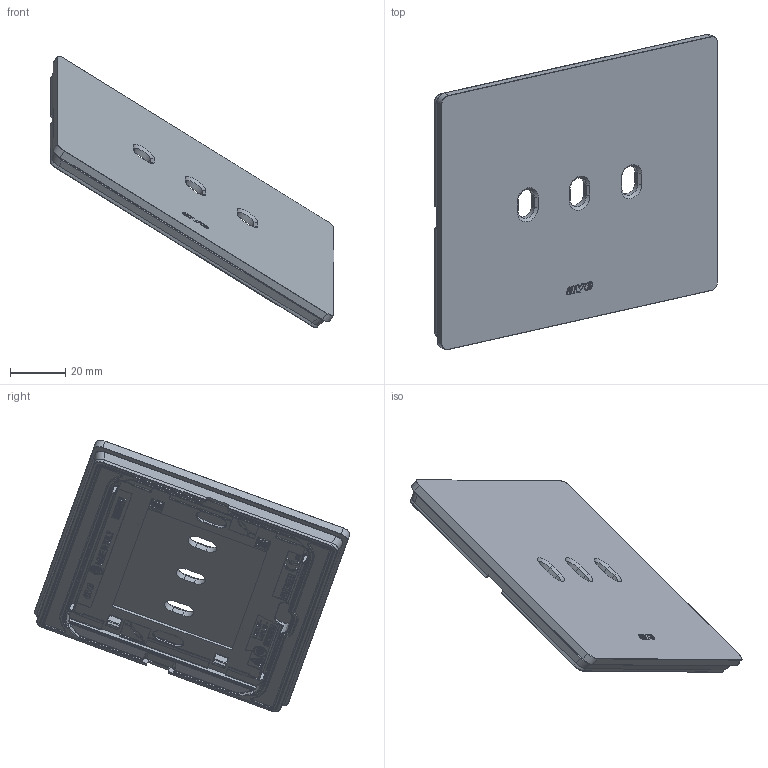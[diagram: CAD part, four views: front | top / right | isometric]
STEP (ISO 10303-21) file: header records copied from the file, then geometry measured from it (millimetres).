
FILE_DESCRIPTION(('CATIA V5 STEP Exchange'),'2;1');
FILE_NAME('44PANQ03@.stp','2025-05-13T07:45:30+00:00',('none'),('none'),'CATIA Version 5-6 Release 2016 SP6','CATIA V5 STEP AP203','none');
FILE_SCHEMA(('CONFIG_CONTROL_DESIGN'));
Products named in the file (1): 44PANQ03@
Assembly tree (3 placements, depth 2):
  44PANQ03@
    #57
    #8494
    #142782
Bounding box: 102.8 x 114.43 x 98.41 mm (x, y, z)
Volume: 54762 mm3; surface area: 65104.8 mm2
Topology: 4 solids, 4 shells, 4301 faces, 11316 edges, 7095 vertices
Faces by surface type: plane 2501, cylinder 943, bspline 379, torus 174, cone 132, extrusion 64, revolution 60, sphere 48
Entity records: 143730 total; most frequent: CARTESIAN_POINT 48218, ORIENTED_EDGE 22352, DIRECTION 14815, EDGE_CURVE 11176, VECTOR 7542, LINE 7478, VERTEX_POINT 7095, EDGE_LOOP 4533
